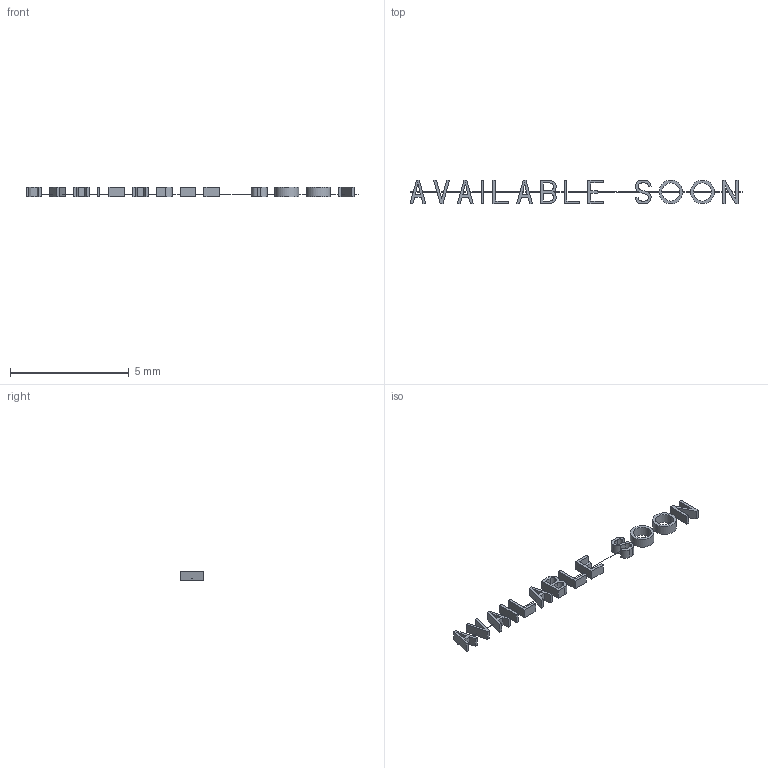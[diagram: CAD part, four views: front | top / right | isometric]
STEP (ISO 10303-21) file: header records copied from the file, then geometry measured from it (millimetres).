
FILE_DESCRIPTION(('STEP AP214'),'1');
FILE_NAME('0490_04_13.stp','2016-07-07T14:23:59',('TraceParts'),('TraceParts S.A.'),'Spatial InterOp 3D',' ',' ');
FILE_SCHEMA(('automotive_design'));
Length unit declared in the file: millimetre
Products named in the file (1): 1
Bounding box: 14 x 1 x 0.4 mm (x, y, z)
Volume: 1.4 mm3; surface area: 30.5 mm2
Topology: 1 solids, 1 shells, 195 faces, 538 edges, 362 vertices
Faces by surface type: plane 123, cylinder 72
Entity records: 6660 total; most frequent: CARTESIAN_POINT 1513, ORIENTED_EDGE 1076, DIRECTION 1038, EDGE_CURVE 538, LINE 366, VECTOR 366, VERTEX_POINT 362, AXIS2_PLACEMENT_3D 336
